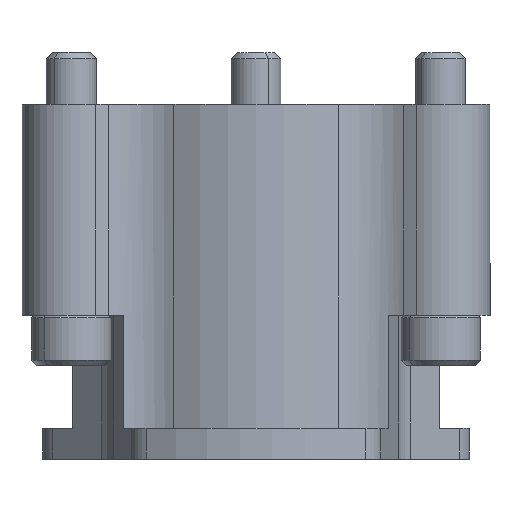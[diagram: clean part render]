
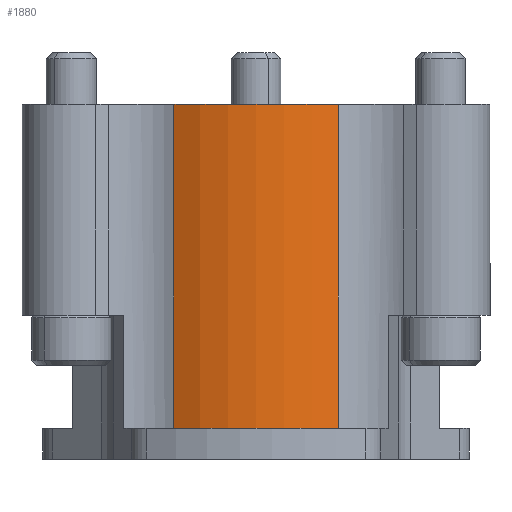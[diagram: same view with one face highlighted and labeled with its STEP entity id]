
A CAD part, front view. The second image highlights one B-rep face of the part: STEP entity #1880.
In plain terms, the highlighted cylindrical face has radius 15.875 mm (diameter 31.75 mm), a partial arc.
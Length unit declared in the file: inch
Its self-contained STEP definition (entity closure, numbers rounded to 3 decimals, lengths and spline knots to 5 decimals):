
#4 = VECTOR ( 'NONE', #1233, 39.37008 ) ;
#212 = FACE_OUTER_BOUND ( 'NONE', #1608, .T. ) ;
#285 = AXIS2_PLACEMENT_3D ( 'NONE', #1284, #1753, #1738 ) ;
#324 = VERTEX_POINT ( 'NONE', #2012 ) ;
#345 = DIRECTION ( 'NONE',  ( 0., 0., -1. ) ) ;
#349 = VERTEX_POINT ( 'NONE', #894 ) ;
#370 = CARTESIAN_POINT ( 'NONE',  ( -0.6755, -0.54127, 0.3125 ) ) ;
#381 = EDGE_CURVE ( 'NONE', #349, #324, #2937, .T. ) ;
#487 = CARTESIAN_POINT ( 'NONE',  ( -1.50458, -0.54127, 0.3125 ) ) ;
#600 = VERTEX_POINT ( 'NONE', #2866 ) ;
#661 = ORIENTED_EDGE ( 'NONE', *, *, #1153, .F. ) ;
#662 = VECTOR ( 'NONE', #2098, 39.37008 ) ;
#811 = ORIENTED_EDGE ( 'NONE', *, *, #2266, .F. ) ;
#871 = CARTESIAN_POINT ( 'NONE',  ( 0.6755, 0., 0. ) ) ;
#894 = CARTESIAN_POINT ( 'NONE',  ( -0.6755, -0.54127, -0.3125 ) ) ;
#1054 = AXIS2_PLACEMENT_3D ( 'NONE', #871, #1772, #2715 ) ;
#1153 = EDGE_CURVE ( 'NONE', #2147, #600, #2743, .T. ) ;
#1166 = CARTESIAN_POINT ( 'NONE',  ( -1.50458, -0.54127, -0.3125 ) ) ;
#1233 = DIRECTION ( 'NONE',  ( 1., 0., 0. ) ) ;
#1250 = CIRCLE ( 'NONE', #2487, 0.625 ) ;
#1284 = CARTESIAN_POINT ( 'NONE',  ( -0.6755, 0., 0. ) ) ;
#1306 = ORIENTED_EDGE ( 'NONE', *, *, #381, .T. ) ;
#1376 = CIRCLE ( 'NONE', #285, 0.625 ) ;
#1553 = CARTESIAN_POINT ( 'NONE',  ( 0.558, 0., 0. ) ) ;
#1608 = EDGE_LOOP ( 'NONE', ( #2899, #1306, #811, #661 ) ) ;
#1671 = EDGE_CURVE ( 'NONE', #2147, #349, #1376, .T. ) ;
#1738 = DIRECTION ( 'NONE',  ( 0., 0., -1. ) ) ;
#1753 = DIRECTION ( 'NONE',  ( 1., 0., 0. ) ) ;
#1772 = DIRECTION ( 'NONE',  ( 1., 0., 0. ) ) ;
#1880 = ADVANCED_FACE ( 'NONE', ( #212 ), #2030, .T. ) ;
#2012 = CARTESIAN_POINT ( 'NONE',  ( 0.558, -0.54127, -0.3125 ) ) ;
#2030 = CYLINDRICAL_SURFACE ( 'NONE', #1054, 0.625 ) ;
#2098 = DIRECTION ( 'NONE',  ( 1., 0., 0. ) ) ;
#2147 = VERTEX_POINT ( 'NONE', #370 ) ;
#2266 = EDGE_CURVE ( 'NONE', #600, #324, #1250, .T. ) ;
#2487 = AXIS2_PLACEMENT_3D ( 'NONE', #1553, #2713, #345 ) ;
#2713 = DIRECTION ( 'NONE',  ( 1., 0., 0. ) ) ;
#2715 = DIRECTION ( 'NONE',  ( 0., 0., -1. ) ) ;
#2743 = LINE ( 'NONE', #487, #4 ) ;
#2866 = CARTESIAN_POINT ( 'NONE',  ( 0.558, -0.54127, 0.3125 ) ) ;
#2899 = ORIENTED_EDGE ( 'NONE', *, *, #1671, .T. ) ;
#2937 = LINE ( 'NONE', #1166, #662 ) ;
